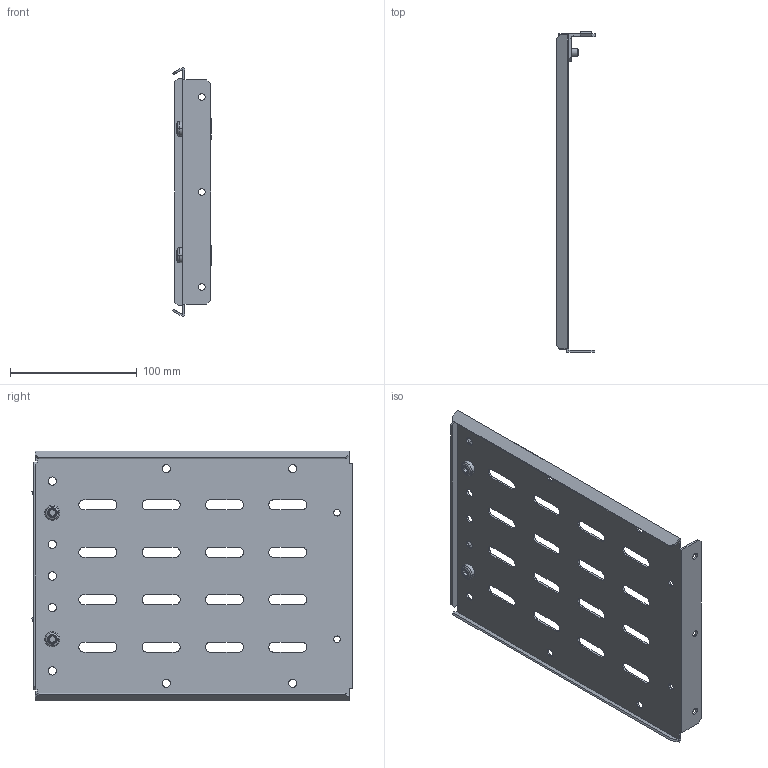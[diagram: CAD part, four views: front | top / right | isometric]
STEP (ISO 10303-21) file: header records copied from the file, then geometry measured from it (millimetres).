
FILE_DESCRIPTION (( 'STEP AP203' ), '1' );
FILE_NAME ('FO-00-SWFB-020 FORMAT Ïåðåãîðîäêà ñåêö. çàäíÿÿ âåðò. øèí. îòñåêà 200 IEK.STEP', '2024-07-04T14:03:13', ( '' ), ( '' ), 'SwSTEP 2.0', 'SolidWorks 2022', '' );
FILE_SCHEMA (( 'CONFIG_CONTROL_DESIGN' ));
Length unit declared in the file: millimetre
Products named in the file (1): FO-00-SWFB-020 FORMAT Перегородка секц. задняя верт. шин. отсека 200 IEK
Bounding box: 30.53 x 253.25 x 197.3 mm (x, y, z)
Volume: 86478.1 mm3; surface area: 117679.8 mm2
Topology: 5 solids, 5 shells, 276 faces, 770 edges, 508 vertices
Faces by surface type: plane 134, cylinder 126, cone 8, torus 8
Entity records: 9135 total; most frequent: DIRECTION 1600, CARTESIAN_POINT 1555, ORIENTED_EDGE 1540, EDGE_CURVE 770, AXIS2_PLACEMENT_3D 553, VERTEX_POINT 508, LINE 494, VECTOR 494
